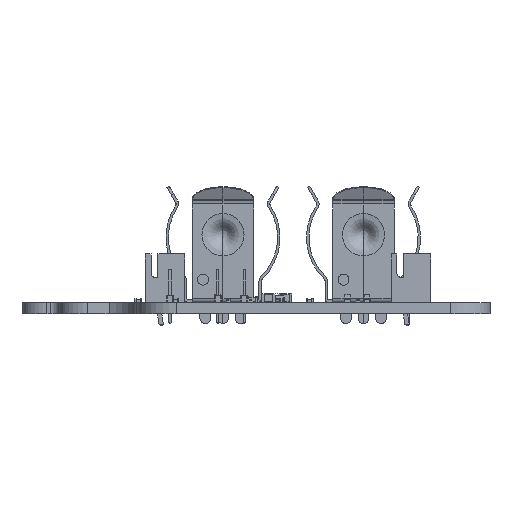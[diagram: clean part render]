
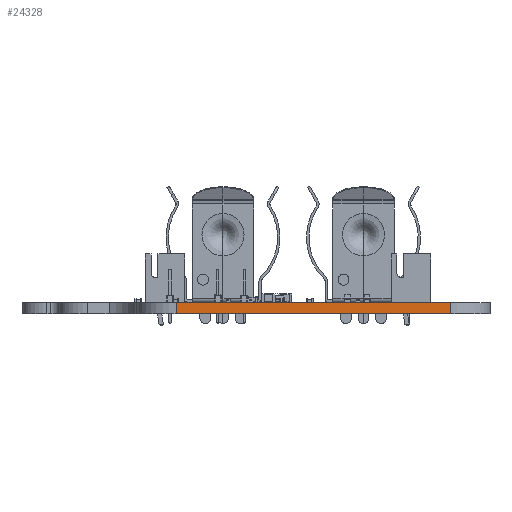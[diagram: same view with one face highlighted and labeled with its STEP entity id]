
A CAD part, left-side view. The second image highlights one B-rep face of the part: STEP entity #24328.
In plain terms, the highlighted planar face has unit normal (-1, 0, 0).
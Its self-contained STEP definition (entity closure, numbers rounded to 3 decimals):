
#22196 = VERTEX_POINT('',#22197);
#22197 = CARTESIAN_POINT('',(-55.899,-28.157,0.));
#22204 = EDGE_CURVE('',#22196,#22205,#22207,.T.);
#22205 = VERTEX_POINT('',#22206);
#22206 = CARTESIAN_POINT('',(-55.899,11.543,0.));
#22207 = LINE('',#22208,#22209);
#22208 = CARTESIAN_POINT('',(-55.899,-28.157,0.));
#22209 = VECTOR('',#22210,1.);
#22210 = DIRECTION('',(0.,1.,0.));
#23159 = VERTEX_POINT('',#23160);
#23160 = CARTESIAN_POINT('',(-55.899,-28.157,1.6));
#23167 = EDGE_CURVE('',#23159,#23168,#23170,.T.);
#23168 = VERTEX_POINT('',#23169);
#23169 = CARTESIAN_POINT('',(-55.899,11.543,1.6));
#23170 = LINE('',#23171,#23172);
#23171 = CARTESIAN_POINT('',(-55.899,-28.157,1.6));
#23172 = VECTOR('',#23173,1.);
#23173 = DIRECTION('',(0.,1.,0.));
#24298 = EDGE_CURVE('',#22205,#23168,#24299,.T.);
#24299 = LINE('',#24300,#24301);
#24300 = CARTESIAN_POINT('',(-55.899,11.543,0.));
#24301 = VECTOR('',#24302,1.);
#24302 = DIRECTION('',(0.,0.,1.));
#24328 = ADVANCED_FACE('',(#24329),#24340,.T.);
#24329 = FACE_BOUND('',#24330,.T.);
#24330 = EDGE_LOOP('',(#24331,#24337,#24338,#24339));
#24331 = ORIENTED_EDGE('',*,*,#24332,.T.);
#24332 = EDGE_CURVE('',#22196,#23159,#24333,.T.);
#24333 = LINE('',#24334,#24335);
#24334 = CARTESIAN_POINT('',(-55.899,-28.157,0.));
#24335 = VECTOR('',#24336,1.);
#24336 = DIRECTION('',(0.,0.,1.));
#24337 = ORIENTED_EDGE('',*,*,#23167,.T.);
#24338 = ORIENTED_EDGE('',*,*,#24298,.F.);
#24339 = ORIENTED_EDGE('',*,*,#22204,.F.);
#24340 = PLANE('',#24341);
#24341 = AXIS2_PLACEMENT_3D('',#24342,#24343,#24344);
#24342 = CARTESIAN_POINT('',(-55.899,-28.157,0.));
#24343 = DIRECTION('',(-1.,0.,0.));
#24344 = DIRECTION('',(0.,1.,0.));
